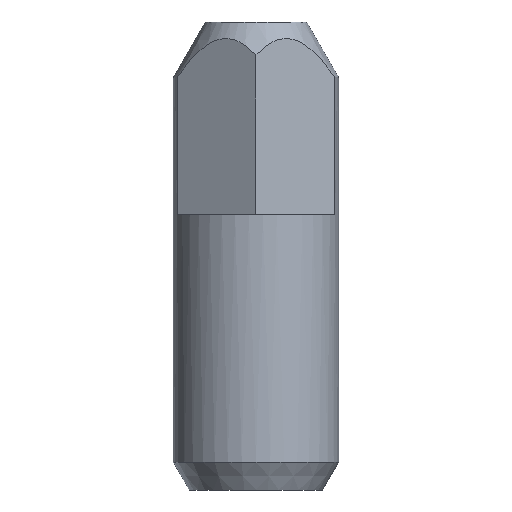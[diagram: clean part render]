
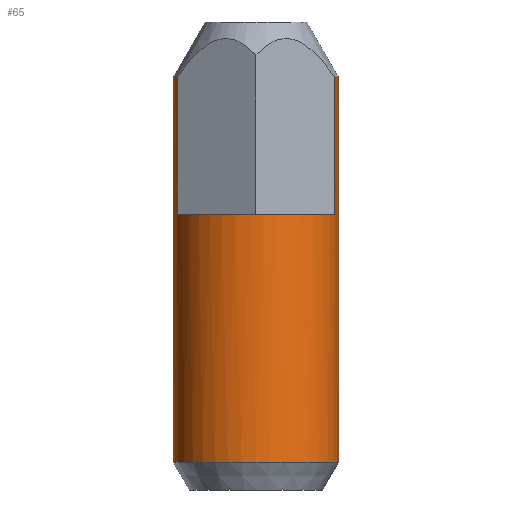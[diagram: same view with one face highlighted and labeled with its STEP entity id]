
A CAD part, front view. The second image highlights one B-rep face of the part: STEP entity #65.
In plain terms, the highlighted cylindrical face has radius 6 mm (diameter 12 mm), a partial arc.
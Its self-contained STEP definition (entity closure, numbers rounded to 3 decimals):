
#19 = CARTESIAN_POINT ( 'NONE',  ( 0., 0., 20. ) ) ;
#34 = CARTESIAN_POINT ( 'NONE',  ( 5.739, -1.75, 20. ) ) ;
#36 = DIRECTION ( 'NONE',  ( 0., 0., 1. ) ) ;
#61 = CIRCLE ( 'NONE', #201, 6. ) ;
#63 = CARTESIAN_POINT ( 'NONE',  ( 5.739, -1.75, 30. ) ) ;
#65 = ADVANCED_FACE ( 'NONE', ( #197 ), #484, .T. ) ;
#100 = VECTOR ( 'NONE', #277, 1000. ) ;
#112 = LINE ( 'NONE', #567, #100 ) ;
#129 = CARTESIAN_POINT ( 'NONE',  ( 6., 0., 30. ) ) ;
#152 = ORIENTED_EDGE ( 'NONE', *, *, #504, .T. ) ;
#175 = DIRECTION ( 'NONE',  ( 0., 0., 1. ) ) ;
#197 = FACE_OUTER_BOUND ( 'NONE', #553, .T. ) ;
#201 = AXIS2_PLACEMENT_3D ( 'NONE', #597, #36, #541 ) ;
#205 = EDGE_CURVE ( 'NONE', #692, #389, #587, .T. ) ;
#207 = ORIENTED_EDGE ( 'NONE', *, *, #264, .F. ) ;
#225 = DIRECTION ( 'NONE',  ( 0., 0., 1. ) ) ;
#247 = AXIS2_PLACEMENT_3D ( 'NONE', #266, #388, #273 ) ;
#248 = VERTEX_POINT ( 'NONE', #63 ) ;
#250 = CARTESIAN_POINT ( 'NONE',  ( -5.739, -1.75, 30. ) ) ;
#253 = ORIENTED_EDGE ( 'NONE', *, *, #478, .F. ) ;
#264 = EDGE_CURVE ( 'NONE', #692, #382, #347, .T. ) ;
#266 = CARTESIAN_POINT ( 'NONE',  ( 0., 0., 2. ) ) ;
#273 = DIRECTION ( 'NONE',  ( 1., 0., 0. ) ) ;
#276 = EDGE_CURVE ( 'NONE', #248, #430, #696, .T. ) ;
#277 = DIRECTION ( 'NONE',  ( 0., 0., 1. ) ) ;
#287 = ORIENTED_EDGE ( 'NONE', *, *, #360, .T. ) ;
#297 = ORIENTED_EDGE ( 'NONE', *, *, #205, .T. ) ;
#313 = ORIENTED_EDGE ( 'NONE', *, *, #638, .F. ) ;
#325 = DIRECTION ( 'NONE',  ( 0., 0., 1. ) ) ;
#332 = AXIS2_PLACEMENT_3D ( 'NONE', #19, #225, #669 ) ;
#337 = CARTESIAN_POINT ( 'NONE',  ( 6., 0., 2. ) ) ;
#339 = CIRCLE ( 'NONE', #332, 6. ) ;
#344 = LINE ( 'NONE', #677, #550 ) ;
#345 = CARTESIAN_POINT ( 'NONE',  ( -6., 0., 2. ) ) ;
#347 = LINE ( 'NONE', #578, #444 ) ;
#360 = EDGE_CURVE ( 'NONE', #389, #430, #112, .T. ) ;
#368 = DIRECTION ( 'NONE',  ( 0., 0., 1. ) ) ;
#377 = ORIENTED_EDGE ( 'NONE', *, *, #276, .F. ) ;
#382 = VERTEX_POINT ( 'NONE', #404 ) ;
#383 = VECTOR ( 'NONE', #533, 1000. ) ;
#388 = DIRECTION ( 'NONE',  ( 0., 0., 1. ) ) ;
#389 = VERTEX_POINT ( 'NONE', #337 ) ;
#404 = CARTESIAN_POINT ( 'NONE',  ( -6., 0., 30. ) ) ;
#405 = CARTESIAN_POINT ( 'NONE',  ( 0., 0., 30. ) ) ;
#417 = LINE ( 'NONE', #594, #383 ) ;
#425 = DIRECTION ( 'NONE',  ( 1., 0., 0. ) ) ;
#430 = VERTEX_POINT ( 'NONE', #129 ) ;
#444 = VECTOR ( 'NONE', #175, 1000. ) ;
#472 = AXIS2_PLACEMENT_3D ( 'NONE', #405, #517, #511 ) ;
#478 = EDGE_CURVE ( 'NONE', #612, #632, #339, .T. ) ;
#484 = CYLINDRICAL_SURFACE ( 'NONE', #497, 6. ) ;
#497 = AXIS2_PLACEMENT_3D ( 'NONE', #609, #325, #425 ) ;
#504 = EDGE_CURVE ( 'NONE', #612, #652, #344, .T. ) ;
#511 = DIRECTION ( 'NONE',  ( 1., 0., 0. ) ) ;
#517 = DIRECTION ( 'NONE',  ( 0., 0., 1. ) ) ;
#533 = DIRECTION ( 'NONE',  ( 0., 0., 1. ) ) ;
#538 = EDGE_CURVE ( 'NONE', #382, #652, #61, .T. ) ;
#541 = DIRECTION ( 'NONE',  ( 1., 0., 0. ) ) ;
#550 = VECTOR ( 'NONE', #368, 1000. ) ;
#553 = EDGE_LOOP ( 'NONE', ( #207, #297, #287, #377, #313, #253, #152, #695 ) ) ;
#567 = CARTESIAN_POINT ( 'NONE',  ( 6., 0., 30. ) ) ;
#578 = CARTESIAN_POINT ( 'NONE',  ( -6., 0., 30. ) ) ;
#587 = CIRCLE ( 'NONE', #247, 6. ) ;
#594 = CARTESIAN_POINT ( 'NONE',  ( 5.739, -1.75, 20. ) ) ;
#597 = CARTESIAN_POINT ( 'NONE',  ( 0., 0., 30. ) ) ;
#609 = CARTESIAN_POINT ( 'NONE',  ( 0., 0., 30. ) ) ;
#612 = VERTEX_POINT ( 'NONE', #684 ) ;
#632 = VERTEX_POINT ( 'NONE', #34 ) ;
#638 = EDGE_CURVE ( 'NONE', #632, #248, #417, .T. ) ;
#652 = VERTEX_POINT ( 'NONE', #250 ) ;
#669 = DIRECTION ( 'NONE',  ( 1., 0., 0. ) ) ;
#677 = CARTESIAN_POINT ( 'NONE',  ( -5.739, -1.75, 20. ) ) ;
#684 = CARTESIAN_POINT ( 'NONE',  ( -5.739, -1.75, 20. ) ) ;
#692 = VERTEX_POINT ( 'NONE', #345 ) ;
#695 = ORIENTED_EDGE ( 'NONE', *, *, #538, .F. ) ;
#696 = CIRCLE ( 'NONE', #472, 6. ) ;
